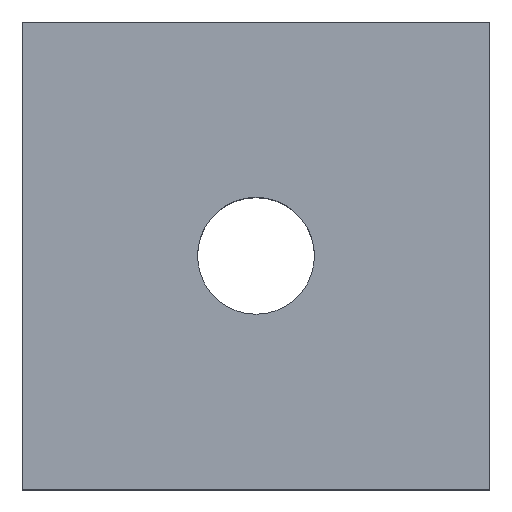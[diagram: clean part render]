
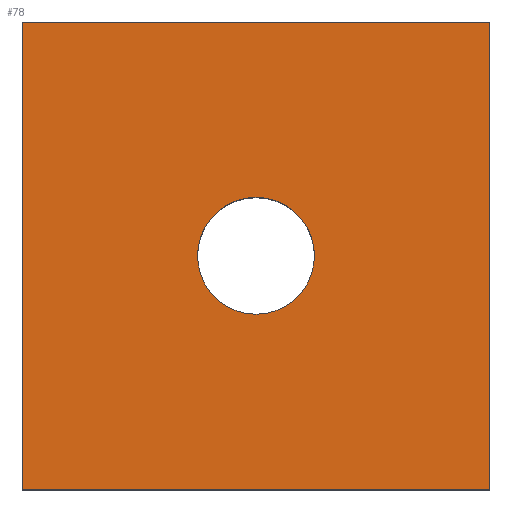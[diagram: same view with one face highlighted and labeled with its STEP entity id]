
A CAD part, top view. The second image highlights one B-rep face of the part: STEP entity #78.
In plain terms, the highlighted planar face has unit normal (0, 0, 1).
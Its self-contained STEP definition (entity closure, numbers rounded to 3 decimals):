
#78 = ADVANCED_FACE( '', ( #93, #94 ), #95, .T. );
#93 = FACE_BOUND( '', #118, .T. );
#94 = FACE_OUTER_BOUND( '', #119, .T. );
#95 = PLANE( '', #120 );
#118 = EDGE_LOOP( '', ( #158 ) );
#119 = EDGE_LOOP( '', ( #159, #160, #161, #162 ) );
#120 = AXIS2_PLACEMENT_3D( '', #163, #164, #165 );
#158 = ORIENTED_EDGE( '', *, *, #225, .F. );
#159 = ORIENTED_EDGE( '', *, *, #217, .T. );
#160 = ORIENTED_EDGE( '', *, *, #224, .T. );
#161 = ORIENTED_EDGE( '', *, *, #226, .T. );
#162 = ORIENTED_EDGE( '', *, *, #227, .T. );
#163 = CARTESIAN_POINT( '', ( -10., -10., 10. ) );
#164 = DIRECTION( '', ( 0., 0., 1. ) );
#165 = DIRECTION( '', ( 1., 0., 0. ) );
#217 = EDGE_CURVE( '', #236, #241, #243, .T. );
#224 = EDGE_CURVE( '', #241, #253, #255, .T. );
#225 = EDGE_CURVE( '', #256, #256, #257, .T. );
#226 = EDGE_CURVE( '', #253, #258, #259, .T. );
#227 = EDGE_CURVE( '', #258, #236, #260, .T. );
#236 = VERTEX_POINT( '', #272 );
#241 = VERTEX_POINT( '', #279 );
#243 = LINE( '', #282, #283 );
#253 = VERTEX_POINT( '', #298 );
#255 = LINE( '', #301, #302 );
#256 = VERTEX_POINT( '', #303 );
#257 = CIRCLE( '', #304, 2.5 );
#258 = VERTEX_POINT( '', #305 );
#259 = LINE( '', #306, #307 );
#260 = LINE( '', #308, #309 );
#272 = CARTESIAN_POINT( '', ( -10., 10., 10. ) );
#279 = CARTESIAN_POINT( '', ( -10., -10., 10. ) );
#282 = CARTESIAN_POINT( '', ( -10., 10., 10. ) );
#283 = VECTOR( '', #331, 1000. );
#298 = CARTESIAN_POINT( '', ( 10., -10., 10. ) );
#301 = CARTESIAN_POINT( '', ( -10., -10., 10. ) );
#302 = VECTOR( '', #338, 1000. );
#303 = CARTESIAN_POINT( '', ( 0., 2.5, 10. ) );
#304 = AXIS2_PLACEMENT_3D( '', #339, #340, #341 );
#305 = CARTESIAN_POINT( '', ( 10., 10., 10. ) );
#306 = CARTESIAN_POINT( '', ( 10., -10., 10. ) );
#307 = VECTOR( '', #342, 1000. );
#308 = CARTESIAN_POINT( '', ( 10., 10., 10. ) );
#309 = VECTOR( '', #343, 1000. );
#331 = DIRECTION( '', ( 0., -1., 0. ) );
#338 = DIRECTION( '', ( 1., 0., 0. ) );
#339 = CARTESIAN_POINT( '', ( 0., 0., 10. ) );
#340 = DIRECTION( '', ( 0., 0., 1. ) );
#341 = DIRECTION( '', ( 0., 1., 0. ) );
#342 = DIRECTION( '', ( 0., 1., 0. ) );
#343 = DIRECTION( '', ( -1., 0., 0. ) );
